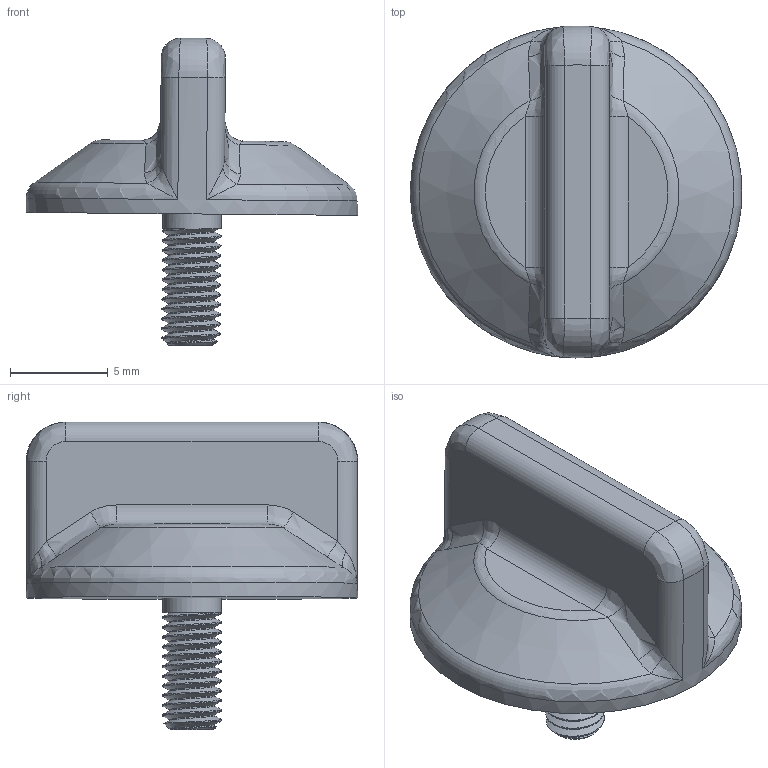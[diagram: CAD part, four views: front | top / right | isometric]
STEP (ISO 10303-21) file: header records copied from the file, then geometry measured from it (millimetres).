
FILE_DESCRIPTION(/* description */ (''),/* implementation_level */ '2;1');
FILE_NAME(/* name */ 'Thumb Nut.step',/* time_stamp */ '2021-10-06T17:08:47-07:00',/* author */ (''),/* organization */ (''),/* preprocessor_version */ 'ST-DEVELOPER v18.1',/* originating_system */ 'Autodesk Translation Framework v10.10.0.1391',/* authorisation */ '');
FILE_SCHEMA (('AUTOMOTIVE_DESIGN { 1 0 10303 214 3 1 1 }'));
Length unit declared in the file: millimetre
Products named in the file (2): Thumb Nut; 91280A104
Assembly tree (1 placements, depth 2):
  Thumb Nut
    91280A104
Bounding box: 17 x 17 x 15.76 mm (x, y, z)
Volume: 1029.2 mm3; surface area: 980.7 mm2
Topology: 2 solids, 2 shells, 133 faces, 329 edges, 205 vertices
Faces by surface type: bspline 54, cylinder 36, plane 28, cone 9, torus 6
Full cylindrical faces by diameter (mm): 2.35 x12, 3 x13, 17 x1
Entity records: 8012 total; most frequent: CARTESIAN_POINT 5305, ORIENTED_EDGE 650, DIRECTION 374, EDGE_CURVE 325, VERTEX_POINT 205, EDGE_LOOP 142, AXIS2_PLACEMENT_3D 137, B_SPLINE_CURVE_WITH_KNOTS 134
